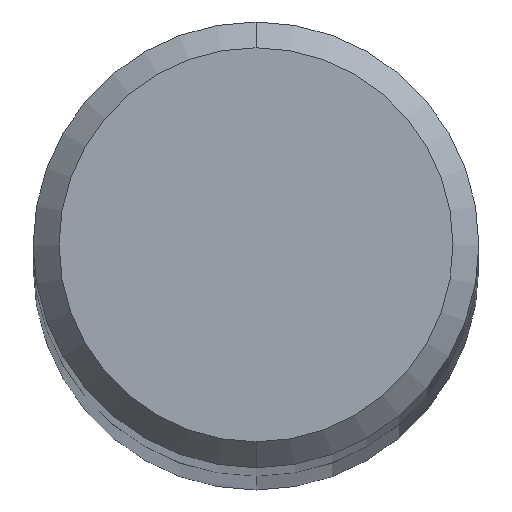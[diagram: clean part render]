
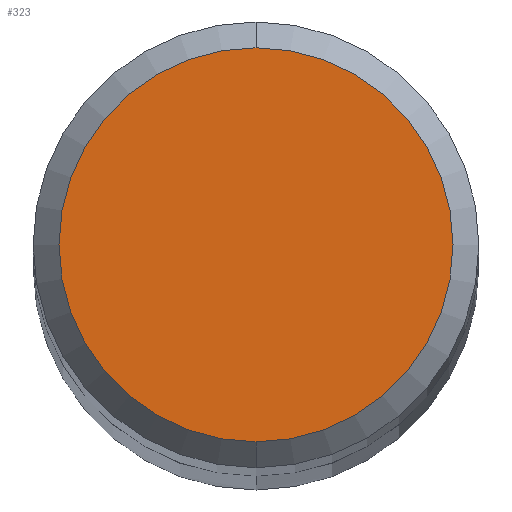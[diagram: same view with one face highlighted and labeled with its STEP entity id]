
A CAD part, top view. The second image highlights one B-rep face of the part: STEP entity #323.
In plain terms, the highlighted planar face has unit normal (0, 0, 1).
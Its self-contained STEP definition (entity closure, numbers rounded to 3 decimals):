
#205=VERTEX_POINT('',#469);
#207=EDGE_CURVE('',#205,#329,#471,.T.);
#237=EDGE_CURVE('',#329,#205,#504,.T.);
#323=ADVANCED_FACE('',(#602),#603,.T.);
#329=VERTEX_POINT('',#609);
#469=CARTESIAN_POINT('',(0.,-3.05,72.0));
#471=CIRCLE('',#802,3.05);
#504=CIRCLE('',#877,3.05);
#602=FACE_OUTER_BOUND('',#1129,.T.);
#603=PLANE('',#1130);
#609=CARTESIAN_POINT('',(0.0,3.05,72.0));
#802=AXIS2_PLACEMENT_3D('',#1331,#1332,#1333);
#877=AXIS2_PLACEMENT_3D('',#1372,#1373,#1374);
#1129=EDGE_LOOP('',(#1510,#1511));
#1130=AXIS2_PLACEMENT_3D('',#1512,#1513,#1514);
#1331=CARTESIAN_POINT('',(0.0,0.0,72.0));
#1332=DIRECTION('',(0.0,0.0,-1.0));
#1333=DIRECTION('',(0.0,1.0,0.0));
#1372=CARTESIAN_POINT('',(0.0,0.0,72.0));
#1373=DIRECTION('',(0.0,0.0,-1.0));
#1374=DIRECTION('',(0.0,1.0,0.0));
#1510=ORIENTED_EDGE('',*,*,#237,.F.);
#1511=ORIENTED_EDGE('',*,*,#207,.F.);
#1512=CARTESIAN_POINT('',(0.0,1.525,72.0));
#1513=DIRECTION('',(0.0,0.0,1.0));
#1514=DIRECTION('',(0.0,-1.0,0.0));
